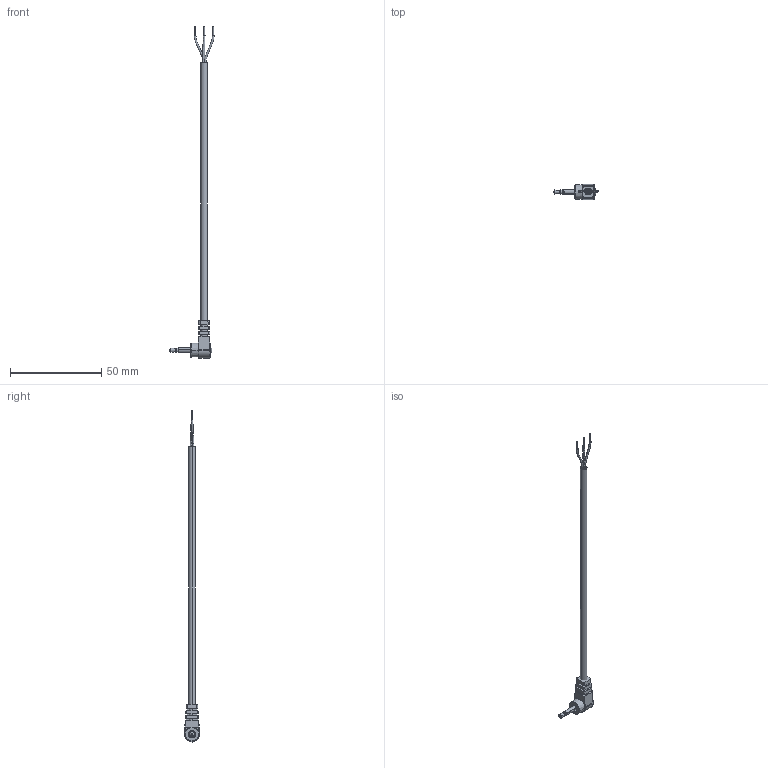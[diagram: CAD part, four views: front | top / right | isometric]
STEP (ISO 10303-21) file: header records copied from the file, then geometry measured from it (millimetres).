
FILE_DESCRIPTION (( 'STEP AP203' ), '1' );
FILE_NAME ('053-0280R (CA-2202)_revA3.STEP', '2017-02-13T17:57:29', ( '' ), ( '' ), 'SwSTEP 2.0', 'SolidWorks 2015', '' );
FILE_SCHEMA (( 'CONFIG_CONTROL_DESIGN' ));
Length unit declared in the file: millimetre
Products named in the file (7): 053-0280R (CA-2202)_revA3; 50-00132 insulator; 24-00044_default; 30-00005_stripped and tinned; 50-00132; 50-00132 contact 1; 50-00132 contact 2
Assembly tree (6 placements, depth 3):
  053-0280R (CA-2202)_revA3
    30-00005_stripped and tinned
    24-00044_default
    50-00132
      50-00132 contact 1
      50-00132 contact 2
      50-00132 insulator
Bounding box: 24.25 x 8.5 x 181.8 mm (x, y, z)
Volume: 2850.1 mm3; surface area: 13954.5 mm2
Topology: 122 solids, 122 shells, 661 faces, 1178 edges, 768 vertices
Faces by surface type: cylinder 329, plane 290, cone 22, torus 14, bspline 6
Entity records: 17287 total; most frequent: CARTESIAN_POINT 3202, DIRECTION 3128, ORIENTED_EDGE 2348, AXIS2_PLACEMENT_3D 1336, EDGE_CURVE 1174, VERTEX_POINT 768, EDGE_LOOP 726, CIRCLE 671
